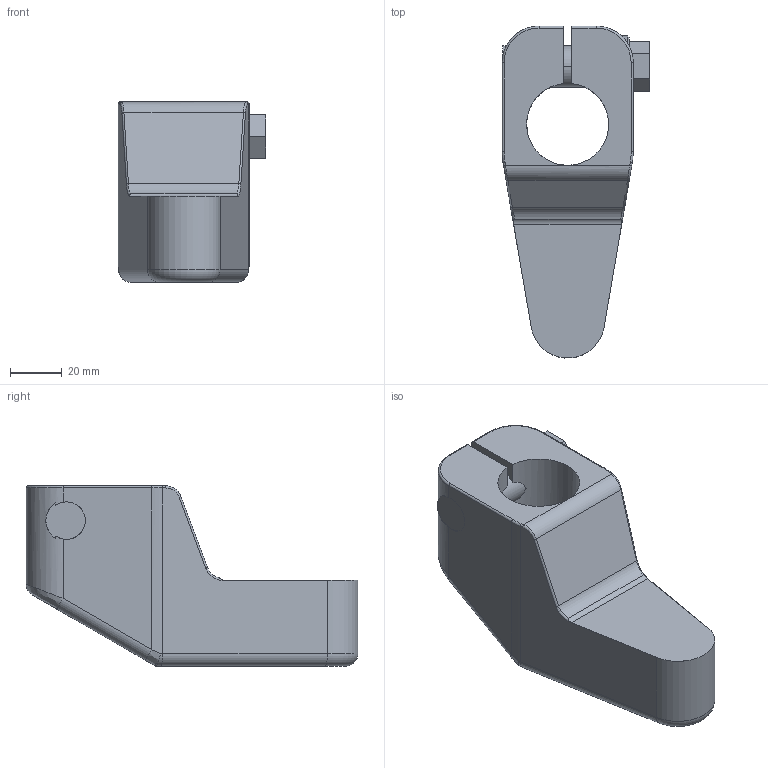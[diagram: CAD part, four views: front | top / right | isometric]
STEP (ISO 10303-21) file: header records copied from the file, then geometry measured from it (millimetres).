
FILE_DESCRIPTION((''),'2;1');
FILE_NAME('ILCM44143100','2006-05-16T',('KR'),(''),'PRO/ENGINEER BY PARAMETRIC TECHNOLOGY CORPORATION, 2004290','PRO/ENGINEER BY PARAMETRIC TECHNOLOGY CORPORATION, 2004290','');
FILE_SCHEMA(('AUTOMOTIVE_DESIGN_CC2 { 1 2 10303 214 -1 1 5 2 }'));
Length unit declared in the file: millimetre
Products named in the file (1): ILCM44143100
Bounding box: 57.28 x 128.55 x 69.85 mm (x, y, z)
Volume: 203908.3 mm3; surface area: 34638.6 mm2
Topology: 1 solids, 1 shells, 88 faces, 227 edges, 142 vertices
Faces by surface type: cylinder 38, plane 32, torus 8, bspline 8, cone 2
Entity records: 4108 total; most frequent: CARTESIAN_POINT 1005, ORIENTED_EDGE 454, DIRECTION 427, PRESENTATION_STYLE_ASSIGNMENT 244, STYLED_ITEM 228, CURVE_STYLE 227, EDGE_CURVE 227, AXIS2_PLACEMENT_3D 160
